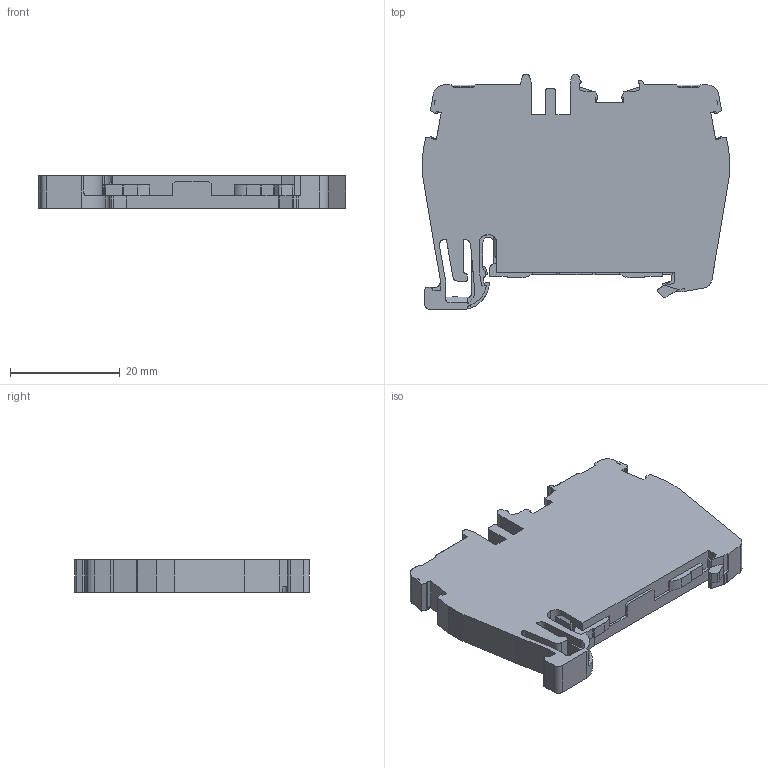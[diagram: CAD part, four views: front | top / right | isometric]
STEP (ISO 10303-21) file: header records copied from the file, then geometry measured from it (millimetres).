
FILE_DESCRIPTION (( 'STEP AP214' ), '1' );
FILE_NAME ('336510_PYK 4 T.STP', '2015-08-07T09:24:14', ( '' ), ( '' ), 'SwSTEP 2.0', 'SolidWorks 2015', '' );
FILE_SCHEMA (( 'AUTOMOTIVE_DESIGN' ));
Length unit declared in the file: millimetre
Products named in the file (1): 336510_PYK 4 T
Bounding box: 55.92 x 42.76 x 6 mm (x, y, z)
Volume: 10756.1 mm3; surface area: 5503.3 mm2
Topology: 1 solids, 1 shells, 330 faces, 952 edges, 628 vertices
Faces by surface type: plane 217, cylinder 105, cone 6, bspline 2
Entity records: 15625 total; most frequent: CARTESIAN_POINT 4083, ORIENTED_EDGE 1904, DIRECTION 1226, EDGE_CURVE 952, VERTEX_POINT 628, VECTOR 534, LINE 534, B_SPLINE_CURVE_WITH_KNOTS 401
